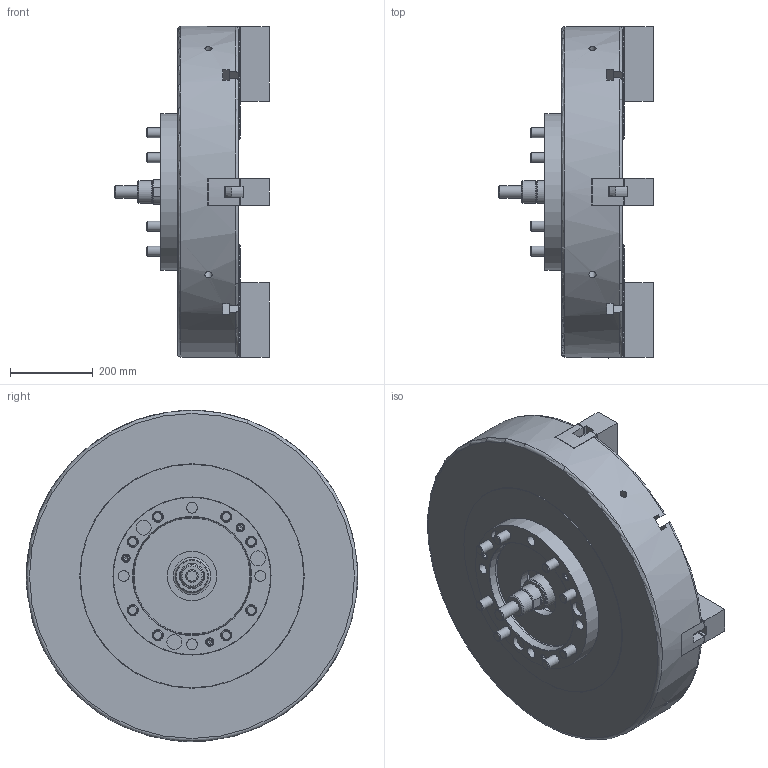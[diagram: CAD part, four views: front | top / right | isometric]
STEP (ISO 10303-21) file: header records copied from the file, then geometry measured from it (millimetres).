
FILE_DESCRIPTION (( 'STEP AP203' ), '1' );
FILE_NAME ('CF-4V-32A15(10).STEP', '2024-05-24T05:26:39', ( '' ), ( '' ), 'SwSTEP 2.0', 'SolidWorks 2020', '' );
FILE_SCHEMA (( 'CONFIG_CONTROL_DESIGN' ));
Length unit declared in the file: millimetre
Products named in the file (17): CF-4V-32-03010; SJ-21; 圓頭內六角螺栓_M12x50; CF-4V-32-05000; 圓頭內六角螺栓_M6x14; CF-4V-32A15(10); CF-3V-21-05000; 圓頭內六角螺栓_M20x60; CF-3V-32-02000; 圓頭內六角螺栓_M30x125(全牙); CF-3V-50-12010; 圓頭內六角螺栓_M24x190; CF-3P-15-06000; CF-3V-21-10000-A15法蘭; CF-4V-32-01000; CF-3H-221-04000(T型塊); CF-3P-15-05000
Assembly tree (55 placements, depth 2):
  CF-4V-32A15(10)
    CF-4V-32-01000
    CF-4V-32-03010
    CF-4V-32-05000
    CF-3V-21-05000  x4
    CF-3V-32-02000  x4
    CF-3V-50-12010
    CF-3P-15-06000
    CF-3H-221-04000(T型塊)  x8
    SJ-21  x4
    圓頭內六角螺栓_M6x14  x8
    圓頭內六角螺栓_M20x60  x8
    圓頭內六角螺栓_M30x125(全牙)
    圓頭內六角螺栓_M24x190  x8
    CF-3V-21-10000-A15法蘭
    CF-3P-15-05000
    圓頭內六角螺栓_M12x50  x3
Bounding box: 372.2 x 801.96 x 801.96 mm (x, y, z)
Volume: 76263307.3 mm3; surface area: 3593443 mm2
Topology: 55 solids, 55 shells, 8099 faces, 23388 edges, 15480 vertices
Faces by surface type: plane 6471, cylinder 1367, cone 239, torus 22
Full cylindrical faces by diameter (mm): 5 x8, 6 x8, 6.6 x8, 8.5 x4, 10 x8, 10.2 x3, 11 x8, 12 x3, 13 x3, 17.5 x16, 18 x3, 20 x11, 21 x8, 24 x8, 26 x20, 27 x1, 30 x11, 32 x8, 36 x11, 39 x8, 45 x1, 47 x2, 55 x1, 58 x1, 60 x2, 61 x2, 70.5 x1, 72 x1, 78 x1, 80 x3
Entity records: 79328 total; most frequent: CARTESIAN_POINT 14957, ORIENTED_EDGE 13050, DIRECTION 12225, EDGE_CURVE 6525, LINE 5097, VECTOR 5097, VERTEX_POINT 4402, AXIS2_PLACEMENT_3D 3564
